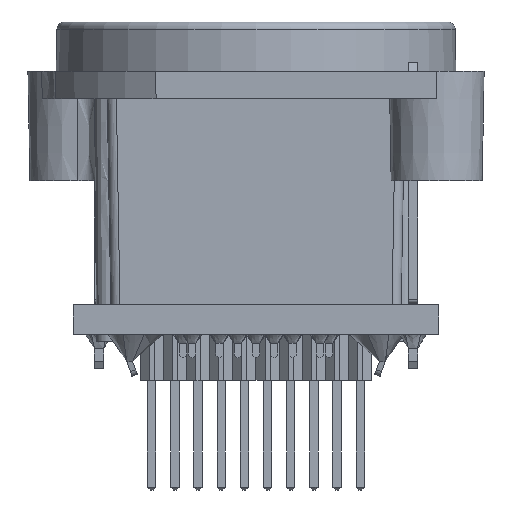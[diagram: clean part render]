
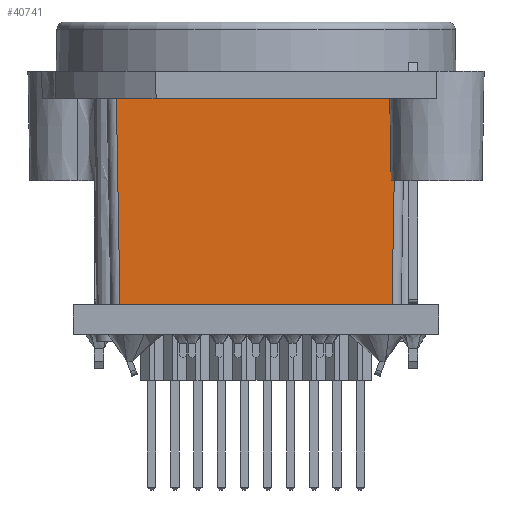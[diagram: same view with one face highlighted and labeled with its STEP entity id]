
A CAD part, front view. The second image highlights one B-rep face of the part: STEP entity #40741.
In plain terms, the highlighted planar face has unit normal (0, -1, -0.018).
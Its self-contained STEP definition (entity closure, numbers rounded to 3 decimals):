
#116=(
BOUNDED_CURVE()
B_SPLINE_CURVE(2,(#69941,#69942,#69943),.UNSPECIFIED.,.F.,.F.)
B_SPLINE_CURVE_WITH_KNOTS((3,3),(0.,0.45),.UNSPECIFIED.)
CURVE()
GEOMETRIC_REPRESENTATION_ITEM()
RATIONAL_B_SPLINE_CURVE((1.,1.,1.))
REPRESENTATION_ITEM('')
);
#117=(
BOUNDED_CURVE()
B_SPLINE_CURVE(2,(#69945,#69946,#69947),.UNSPECIFIED.,.F.,.F.)
B_SPLINE_CURVE_WITH_KNOTS((3,3),(0.029,0.33),
 .UNSPECIFIED.)
CURVE()
GEOMETRIC_REPRESENTATION_ITEM()
RATIONAL_B_SPLINE_CURVE((1.,1.,1.))
REPRESENTATION_ITEM('')
);
#118=(
BOUNDED_CURVE()
B_SPLINE_CURVE(2,(#69950,#69951,#69952),.UNSPECIFIED.,.F.,.F.)
B_SPLINE_CURVE_WITH_KNOTS((3,3),(0.029,0.33),
 .UNSPECIFIED.)
CURVE()
GEOMETRIC_REPRESENTATION_ITEM()
RATIONAL_B_SPLINE_CURVE((1.,1.,1.))
REPRESENTATION_ITEM('')
);
#4218=PLANE('',#43005);
#6341=FACE_OUTER_BOUND('',#8777,.T.);
#8777=EDGE_LOOP('',(#37064,#37065,#37066,#37067,#37068,#37069,#37070,#37071,
#37072,#37073));
#10448=LINE('',#56300,#14852);
#13590=LINE('',#69916,#17994);
#13591=LINE('',#69920,#17995);
#13596=LINE('',#69937,#18000);
#13597=LINE('',#69940,#18001);
#13598=LINE('',#69949,#18002);
#13599=LINE('',#69953,#18003);
#14852=VECTOR('',#44991,14.906);
#17994=VECTOR('',#50983,3.504);
#17995=VECTOR('',#50986,3.308);
#18000=VECTOR('',#51001,6.802);
#18001=VECTOR('',#51004,0.007);
#18002=VECTOR('',#51005,7.795);
#18003=VECTOR('',#51006,11.303);
#19938=VERTEX_POINT('',#56297);
#19939=VERTEX_POINT('',#56299);
#22058=VERTEX_POINT('',#69913);
#22059=VERTEX_POINT('',#69915);
#22060=VERTEX_POINT('',#69917);
#22061=VERTEX_POINT('',#69919);
#22068=VERTEX_POINT('',#69935);
#22069=VERTEX_POINT('',#69939);
#22070=VERTEX_POINT('',#69944);
#22071=VERTEX_POINT('',#69948);
#23581=EDGE_CURVE('',#19939,#19938,#10448,.T.);
#27186=EDGE_CURVE('',#22058,#22059,#13590,.T.);
#27188=EDGE_CURVE('',#22060,#22061,#13591,.T.);
#27197=EDGE_CURVE('',#22068,#19938,#13596,.T.);
#27198=EDGE_CURVE('',#22068,#22069,#13597,.T.);
#27199=EDGE_CURVE('',#22069,#22061,#116,.T.);
#27200=EDGE_CURVE('',#22060,#22070,#117,.T.);
#27201=EDGE_CURVE('',#22071,#22070,#13598,.T.);
#27202=EDGE_CURVE('',#22059,#22071,#118,.T.);
#27203=EDGE_CURVE('',#19939,#22058,#13599,.T.);
#37064=ORIENTED_EDGE('',*,*,#27197,.F.);
#37065=ORIENTED_EDGE('',*,*,#27198,.T.);
#37066=ORIENTED_EDGE('',*,*,#27199,.T.);
#37067=ORIENTED_EDGE('',*,*,#27188,.F.);
#37068=ORIENTED_EDGE('',*,*,#27200,.T.);
#37069=ORIENTED_EDGE('',*,*,#27201,.F.);
#37070=ORIENTED_EDGE('',*,*,#27202,.F.);
#37071=ORIENTED_EDGE('',*,*,#27186,.F.);
#37072=ORIENTED_EDGE('',*,*,#27203,.F.);
#37073=ORIENTED_EDGE('',*,*,#23581,.T.);
#40741=ADVANCED_FACE('',(#6341),#4218,.T.);
#43005=AXIS2_PLACEMENT_3D('',#69938,#51002,#51003);
#44991=DIRECTION('',(1.,0.,0.));
#50983=DIRECTION('',(1.,0.,0.));
#50986=DIRECTION('',(1.,0.,0.));
#51001=DIRECTION('',(-0.017,0.017,-1.));
#51002=DIRECTION('center_axis',(0.,-1.,
-0.017));
#51003=DIRECTION('ref_axis',(-1.,0.,0.));
#51004=DIRECTION('',(-1.,0.,0.));
#51005=DIRECTION('',(1.,0.,0.));
#51006=DIRECTION('',(-0.017,-0.017,1.));
#56297=CARTESIAN_POINT('',(7.453,-8.903,-12.8));
#56299=CARTESIAN_POINT('',(-7.453,-8.903,-12.8));
#56300=CARTESIAN_POINT('',(-8.15,-8.903,-12.8));
#69913=CARTESIAN_POINT('',(-7.65,-9.1,-1.5));
#69915=CARTESIAN_POINT('',(-4.146,-9.1,-1.5));
#69916=CARTESIAN_POINT('',(-4.067,-9.1,-1.5));
#69917=CARTESIAN_POINT('',(4.146,-9.1,-1.5));
#69919=CARTESIAN_POINT('',(7.454,-9.1,-1.5));
#69920=CARTESIAN_POINT('',(-4.067,-9.1,-1.5));
#69935=CARTESIAN_POINT('',(7.572,-9.021,-6.));
#69937=CARTESIAN_POINT('',(7.648,-9.098,-1.633));
#69938=CARTESIAN_POINT('Origin',(-8.15,-9.1,-1.5));
#69939=CARTESIAN_POINT('',(7.565,-9.021,-6.));
#69940=CARTESIAN_POINT('',(0.875,-9.021,-6.));
#69941=CARTESIAN_POINT('Ctrl Pts',(7.565,-9.021,-6.));
#69942=CARTESIAN_POINT('Ctrl Pts',(7.509,-9.06,-3.802));
#69943=CARTESIAN_POINT('Ctrl Pts',(7.454,-9.1,-1.5));
#69944=CARTESIAN_POINT('',(3.897,-9.152,1.5));
#69945=CARTESIAN_POINT('Ctrl Pts',(4.146,-9.1,-1.5));
#69946=CARTESIAN_POINT('Ctrl Pts',(4.022,-9.127,0.046));
#69947=CARTESIAN_POINT('Ctrl Pts',(3.897,-9.152,1.5));
#69948=CARTESIAN_POINT('',(-3.897,-9.152,1.5));
#69949=CARTESIAN_POINT('',(-4.146,-9.152,1.5));
#69950=CARTESIAN_POINT('Ctrl Pts',(-4.146,-9.1,-1.5));
#69951=CARTESIAN_POINT('Ctrl Pts',(-4.022,-9.127,
0.046));
#69952=CARTESIAN_POINT('Ctrl Pts',(-3.897,-9.152,
1.5));
#69953=CARTESIAN_POINT('',(-7.647,-9.097,-1.65));
